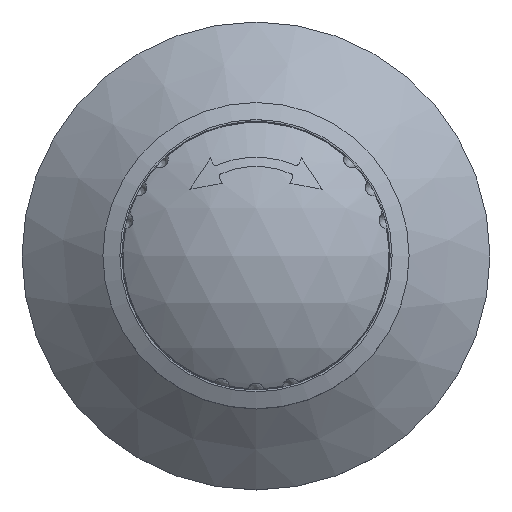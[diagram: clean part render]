
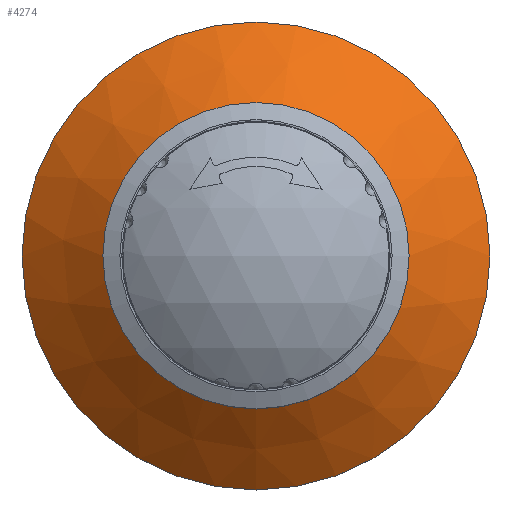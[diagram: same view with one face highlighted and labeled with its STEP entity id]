
A CAD part, top view. The second image highlights one B-rep face of the part: STEP entity #4274.
In plain terms, the highlighted conical face has half-angle 50 degrees and reference radius 22.75 mm.
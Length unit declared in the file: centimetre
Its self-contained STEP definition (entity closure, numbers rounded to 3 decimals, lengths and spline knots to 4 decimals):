
#63=FACE_BOUND('',#708,.T.);
#100=CONICAL_SURFACE('',#4665,2.275,50.);
#443=FACE_OUTER_BOUND('',#707,.T.);
#707=EDGE_LOOP('',(#3277));
#708=EDGE_LOOP('',(#3278));
#1580=CIRCLE('',#4664,2.75);
#1581=CIRCLE('',#4666,1.8);
#1906=VERTEX_POINT('',#7447);
#1907=VERTEX_POINT('',#7450);
#2430=EDGE_CURVE('',#1906,#1906,#1580,.T.);
#2431=EDGE_CURVE('',#1907,#1907,#1581,.T.);
#3277=ORIENTED_EDGE('',*,*,#2430,.F.);
#3278=ORIENTED_EDGE('',*,*,#2431,.T.);
#4274=ADVANCED_FACE('',(#443,#63),#100,.T.);
#4664=AXIS2_PLACEMENT_3D('',#7448,#5516,#5517);
#4665=AXIS2_PLACEMENT_3D('',#7449,#5518,#5519);
#4666=AXIS2_PLACEMENT_3D('',#7451,#5520,#5521);
#5516=DIRECTION('center_axis',(0.,0.,
-1.));
#5517=DIRECTION('ref_axis',(0.,-1.,0.));
#5518=DIRECTION('center_axis',(0.,0.,
-1.));
#5519=DIRECTION('ref_axis',(0.,-1.,0.));
#5520=DIRECTION('center_axis',(0.,0.,
-1.));
#5521=DIRECTION('ref_axis',(0.,-1.,0.));
#7447=CARTESIAN_POINT('',(0.,-2.75,2.1679));
#7448=CARTESIAN_POINT('Origin',(0.,0.,
2.1679));
#7449=CARTESIAN_POINT('Origin',(0.,0.,
2.5664));
#7450=CARTESIAN_POINT('',(0.,-1.8,2.965));
#7451=CARTESIAN_POINT('Origin',(0.,0.,
2.965));
